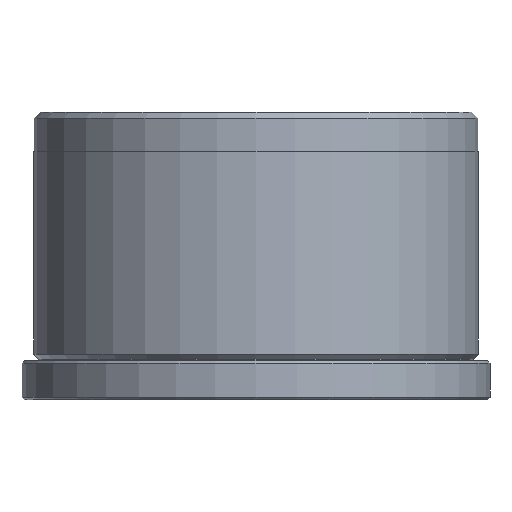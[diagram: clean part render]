
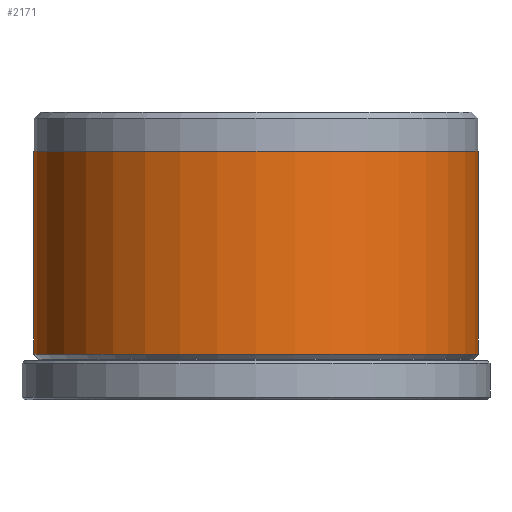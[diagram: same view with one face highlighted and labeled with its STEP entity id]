
A CAD part, front view. The second image highlights one B-rep face of the part: STEP entity #2171.
In plain terms, the highlighted cylindrical face has radius 17 mm (diameter 34 mm), a partial arc.
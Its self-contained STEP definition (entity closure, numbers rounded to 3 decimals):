
#47 = EDGE_LOOP ( 'NONE', ( #817, #1818, #1229, #226 ) ) ;
#48 = VERTEX_POINT ( 'NONE', #1825 ) ;
#144 = DIRECTION ( 'NONE',  ( 1., 0., 0. ) ) ;
#164 = DIRECTION ( 'NONE',  ( 0., 0., -1. ) ) ;
#167 = FACE_OUTER_BOUND ( 'NONE', #47, .T. ) ;
#226 = ORIENTED_EDGE ( 'NONE', *, *, #474, .F. ) ;
#316 = VERTEX_POINT ( 'NONE', #930 ) ;
#385 = VERTEX_POINT ( 'NONE', #1230 ) ;
#474 = EDGE_CURVE ( 'NONE', #316, #1662, #1409, .T. ) ;
#492 = CARTESIAN_POINT ( 'NONE',  ( -17., 0., 3.5 ) ) ;
#565 = VECTOR ( 'NONE', #925, 1000. ) ;
#658 = EDGE_CURVE ( 'NONE', #48, #1662, #1559, .T. ) ;
#711 = AXIS2_PLACEMENT_3D ( 'NONE', #1270, #2179, #1656 ) ;
#817 = ORIENTED_EDGE ( 'NONE', *, *, #2055, .F. ) ;
#925 = DIRECTION ( 'NONE',  ( 0., 0., -1. ) ) ;
#930 = CARTESIAN_POINT ( 'NONE',  ( 17., 0., 3.5 ) ) ;
#1012 = CYLINDRICAL_SURFACE ( 'NONE', #711, 17. ) ;
#1184 = CARTESIAN_POINT ( 'NONE',  ( 17., 0., 22. ) ) ;
#1229 = ORIENTED_EDGE ( 'NONE', *, *, #658, .T. ) ;
#1230 = CARTESIAN_POINT ( 'NONE',  ( 17., 0., 19. ) ) ;
#1231 = DIRECTION ( 'NONE',  ( 0., 0., 1. ) ) ;
#1254 = CARTESIAN_POINT ( 'NONE',  ( 0., 0., 3.5 ) ) ;
#1270 = CARTESIAN_POINT ( 'NONE',  ( 0., 0., 22. ) ) ;
#1409 = CIRCLE ( 'NONE', #2334, 17. ) ;
#1445 = DIRECTION ( 'NONE',  ( -1., 0., 0. ) ) ;
#1496 = CARTESIAN_POINT ( 'NONE',  ( -17., 0., 22. ) ) ;
#1503 = AXIS2_PLACEMENT_3D ( 'NONE', #2312, #1231, #144 ) ;
#1559 = LINE ( 'NONE', #1496, #565 ) ;
#1568 = DIRECTION ( 'NONE',  ( 0., 0., -1. ) ) ;
#1585 = CIRCLE ( 'NONE', #1503, 17. ) ;
#1655 = EDGE_CURVE ( 'NONE', #48, #385, #1585, .T. ) ;
#1656 = DIRECTION ( 'NONE',  ( -1., 0., 0. ) ) ;
#1662 = VERTEX_POINT ( 'NONE', #492 ) ;
#1818 = ORIENTED_EDGE ( 'NONE', *, *, #1655, .F. ) ;
#1825 = CARTESIAN_POINT ( 'NONE',  ( -17., 0., 19. ) ) ;
#2055 = EDGE_CURVE ( 'NONE', #385, #316, #2217, .T. ) ;
#2157 = VECTOR ( 'NONE', #1568, 1000. ) ;
#2171 = ADVANCED_FACE ( 'NONE', ( #167 ), #1012, .T. ) ;
#2179 = DIRECTION ( 'NONE',  ( 0., 0., -1. ) ) ;
#2217 = LINE ( 'NONE', #1184, #2157 ) ;
#2312 = CARTESIAN_POINT ( 'NONE',  ( 0., 0., 19. ) ) ;
#2334 = AXIS2_PLACEMENT_3D ( 'NONE', #1254, #164, #1445 ) ;
